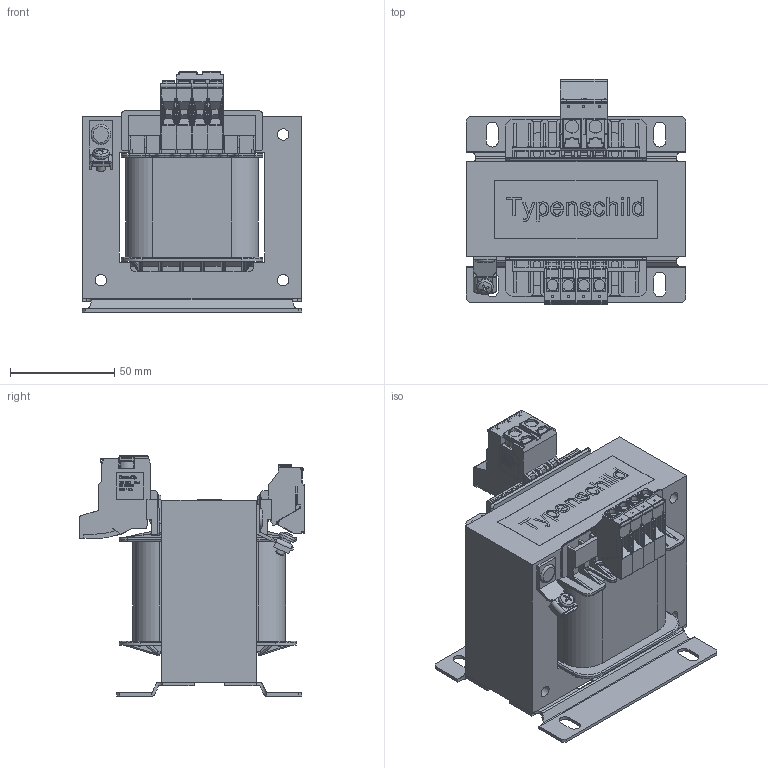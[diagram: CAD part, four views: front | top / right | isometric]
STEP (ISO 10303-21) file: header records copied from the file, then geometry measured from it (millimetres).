
FILE_DESCRIPTION(/* description */ (''),/* implementation_level */ '2;1');
FILE_NAME(/* name */ 'STEZ0,25 100-690V_12V.stp',/* time_stamp */ '2023-09-20T09:22:08+02:00',/* author */ ('EnneJ'),/* organization */ (''),/* preprocessor_version */ 'ST-DEVELOPER v19.2',/* originating_system */ 'Autodesk Inventor 2023',/* authorisation */ '');
FILE_SCHEMA (('AUTOMOTIVE_DESIGN { 1 0 10303 214 3 1 1 }'));
Products named in the file (13): X0001 STEZ 002; Erdung 45°; Bauteil2; erd 90 001; M4-8; DIN7337 A4,8x16; Bauteil28; 1; Norm (DIN); FUP_EI105; 1222_TKS_4_1; 17033_TKS_10_2; Leistungsschild 78x28
Assembly tree (16 placements, depth 3):
  X0001 STEZ 002
    Erdung 45°
      Bauteil2
      erd 90 001
      M4-8
    DIN7337 A4,8x16
    Bauteil28
    1
    Norm (DIN)
    FUP_EI105  x2
    1222_TKS_4_1  x4
    17033_TKS_10_2
    Leistungsschild 78x28
Bounding box: 105.3 x 108.15 x 115.25 mm (x, y, z)
Volume: 529397.4 mm3; surface area: 164337.1 mm2
Topology: 15 solids, 15 shells, 8130 faces, 22753 edges, 14858 vertices
Faces by surface type: plane 6776, cylinder 864, bspline 299, torus 154, sphere 25, cone 12
Full cylindrical faces by diameter (mm): 3.242 x1, 3.621 x1, 4 x2, 4.5 x1, 4.8 x1, 5 x1, 5.5 x4, 9.5 x1
Entity records: 136847 total; most frequent: CARTESIAN_POINT 32174, ORIENTED_EDGE 22642, DIRECTION 20098, EDGE_CURVE 11321, LINE 9740, VECTOR 9740, VERTEX_POINT 7371, AXIS2_PLACEMENT_3D 5179
